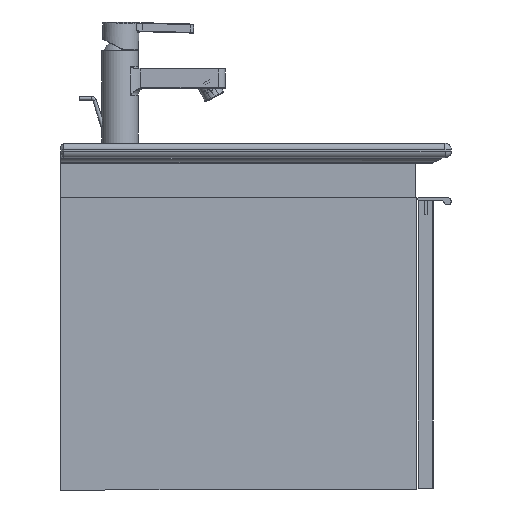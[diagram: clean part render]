
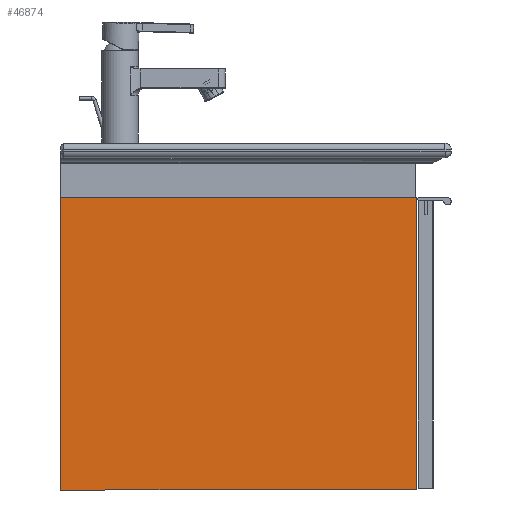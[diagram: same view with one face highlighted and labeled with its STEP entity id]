
A CAD part, front view. The second image highlights one B-rep face of the part: STEP entity #46874.
In plain terms, the highlighted face is planar.
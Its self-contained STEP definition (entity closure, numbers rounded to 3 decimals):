
#46691=CARTESIAN_POINT('',(0.,0.0,322.0));
#46692=VERTEX_POINT('',#46691);
#46699=CARTESIAN_POINT('',(0.,-392.0,322.0));
#46700=VERTEX_POINT('',#46699);
#46701=CARTESIAN_POINT('',(0.,-392.0,322.0));
#46702=DIRECTION('',(0.0,1.0,0.0));
#46703=VECTOR('',#46702,392.0);
#46704=LINE('',#46701,#46703);
#46705=EDGE_CURVE('',#46700,#46692,#46704,.T.);
#46729=CARTESIAN_POINT('',(0.0,0.0,0.));
#46730=VERTEX_POINT('',#46729);
#46737=CARTESIAN_POINT('',(0.,0.0,322.0));
#46738=DIRECTION('',(0.0,0.0,-1.0));
#46739=VECTOR('',#46738,322.0);
#46740=LINE('',#46737,#46739);
#46741=EDGE_CURVE('',#46692,#46730,#46740,.T.);
#46760=CARTESIAN_POINT('',(0.0,-392.0,0.));
#46761=VERTEX_POINT('',#46760);
#46768=CARTESIAN_POINT('',(0.0,0.0,0.));
#46769=DIRECTION('',(0.0,-1.0,0.0));
#46770=VECTOR('',#46769,392.0);
#46771=LINE('',#46768,#46770);
#46772=EDGE_CURVE('',#46730,#46761,#46771,.T.);
#46790=CARTESIAN_POINT('',(0.0,-392.0,0.));
#46791=DIRECTION('',(0.0,0.0,1.0));
#46792=VECTOR('',#46791,322.0);
#46793=LINE('',#46790,#46792);
#46794=EDGE_CURVE('',#46761,#46700,#46793,.T.);
#46863=CARTESIAN_POINT('',(0.,-196.0,161.0));
#46864=DIRECTION('',(-1.0,0.0,0.0));
#46865=DIRECTION('',(0.0,0.0,1.0));
#46866=AXIS2_PLACEMENT_3D('',#46863,#46864,#46865);
#46867=PLANE('',#46866);
#46868=ORIENTED_EDGE('',*,*,#46794,.T.);
#46869=ORIENTED_EDGE('',*,*,#46705,.T.);
#46870=ORIENTED_EDGE('',*,*,#46741,.T.);
#46871=ORIENTED_EDGE('',*,*,#46772,.T.);
#46872=EDGE_LOOP('',(#46868,#46869,#46870,#46871));
#46873=FACE_OUTER_BOUND('',#46872,.T.);
#46874=ADVANCED_FACE('',(#46873),#46867,.T.);
